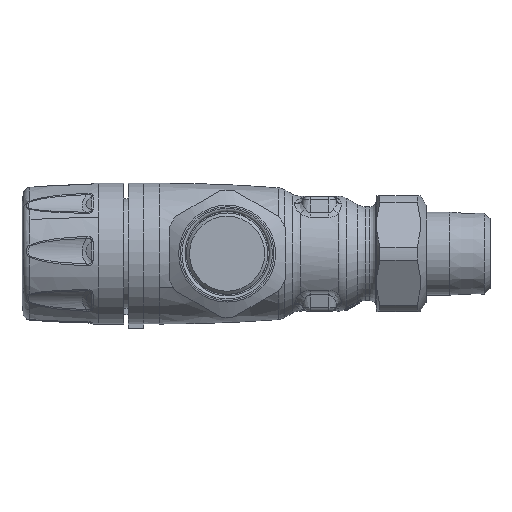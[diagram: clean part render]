
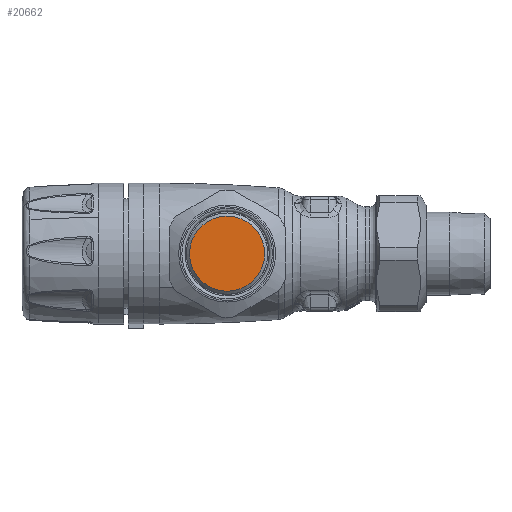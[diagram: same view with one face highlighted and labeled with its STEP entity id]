
A CAD part, left-side view. The second image highlights one B-rep face of the part: STEP entity #20662.
In plain terms, the highlighted planar face has unit normal (-1, 0, 0).
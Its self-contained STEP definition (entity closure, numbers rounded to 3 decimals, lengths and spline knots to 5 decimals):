
#1185=PLANE('',#22680);
#2424=FACE_OUTER_BOUND('',#3749,.T.);
#3749=EDGE_LOOP('',(#17153));
#4895=CIRCLE('',#22675,0.47244);
#8873=VERTEX_POINT('',#74519);
#11665=EDGE_CURVE('',#8873,#8873,#4895,.T.);
#17153=ORIENTED_EDGE('',*,*,#11665,.F.);
#20662=ADVANCED_FACE('',(#2424),#1185,.T.);
#22675=AXIS2_PLACEMENT_3D('',#74520,#27399,#27400);
#22680=AXIS2_PLACEMENT_3D('',#74530,#27411,#27412);
#27399=DIRECTION('center_axis',(1.,0.,0.));
#27400=DIRECTION('ref_axis',(0.,-1.,0.));
#27411=DIRECTION('center_axis',(-1.,0.,0.));
#27412=DIRECTION('ref_axis',(0.,0.,1.));
#74519=CARTESIAN_POINT('',(-2.95276,0.47244,0.));
#74520=CARTESIAN_POINT('Origin',(-2.95276,0.,0.));
#74530=CARTESIAN_POINT('Origin',(-2.95276,0.,0.));
